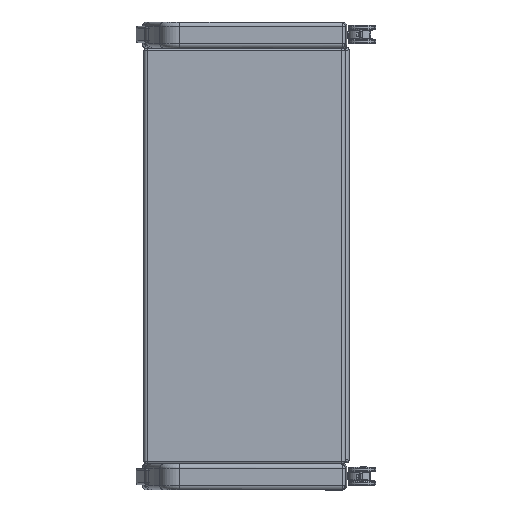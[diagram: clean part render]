
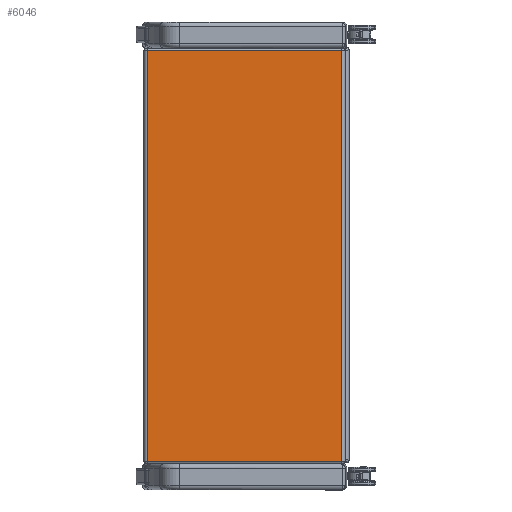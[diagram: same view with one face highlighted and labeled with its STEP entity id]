
A CAD part, left-side view. The second image highlights one B-rep face of the part: STEP entity #6046.
In plain terms, the highlighted face is planar.
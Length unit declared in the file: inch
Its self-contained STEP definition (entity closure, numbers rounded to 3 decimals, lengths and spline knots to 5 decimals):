
#430=PLANE('',#6736);
#627=LINE('',#11427,#1013);
#632=LINE('',#11440,#1018);
#633=LINE('',#11444,#1019);
#634=LINE('',#11445,#1020);
#1013=VECTOR('',#7867,0.3937);
#1018=VECTOR('',#7880,0.3937);
#1019=VECTOR('',#7885,26.5);
#1020=VECTOR('',#7886,0.3937);
#1573=FACE_OUTER_BOUND('',#1987,.T.);
#1987=EDGE_LOOP('',(#4672,#4673,#4674,#4675));
#2881=VERTEX_POINT('',#11345);
#2898=VERTEX_POINT('',#11410);
#2902=VERTEX_POINT('',#11439);
#2903=VERTEX_POINT('',#11443);
#3537=EDGE_CURVE('',#2881,#2898,#627,.T.);
#3543=EDGE_CURVE('',#2898,#2902,#632,.T.);
#3545=EDGE_CURVE('',#2903,#2881,#633,.T.);
#3546=EDGE_CURVE('',#2902,#2903,#634,.T.);
#4672=ORIENTED_EDGE('',*,*,#3537,.F.);
#4673=ORIENTED_EDGE('',*,*,#3545,.F.);
#4674=ORIENTED_EDGE('',*,*,#3546,.F.);
#4675=ORIENTED_EDGE('',*,*,#3543,.F.);
#6046=ADVANCED_FACE('',(#1573),#430,.T.);
#6736=AXIS2_PLACEMENT_3D('',#11442,#7883,#7884);
#7867=DIRECTION('',(1.,0.,0.));
#7880=DIRECTION('',(0.,0.,-1.));
#7883=DIRECTION('center_axis',(0.,-1.,0.));
#7884=DIRECTION('ref_axis',(0.,0.,-1.));
#7885=DIRECTION('',(0.,0.,1.));
#7886=DIRECTION('',(-1.,0.,0.));
#11345=CARTESIAN_POINT('',(20.0282,18.44801,73.25));
#11410=CARTESIAN_POINT('',(42.2782,18.44801,73.25));
#11427=CARTESIAN_POINT('',(35.3303,18.44801,73.25));
#11439=CARTESIAN_POINT('',(42.2782,18.44801,26.25));
#11440=CARTESIAN_POINT('',(42.2782,18.44801,30.));
#11442=CARTESIAN_POINT('Origin',(40.7782,18.44801,30.));
#11443=CARTESIAN_POINT('',(20.0282,18.44801,26.25));
#11444=CARTESIAN_POINT('',(20.0282,18.44801,30.25));
#11445=CARTESIAN_POINT('',(35.46724,18.44801,26.25));
